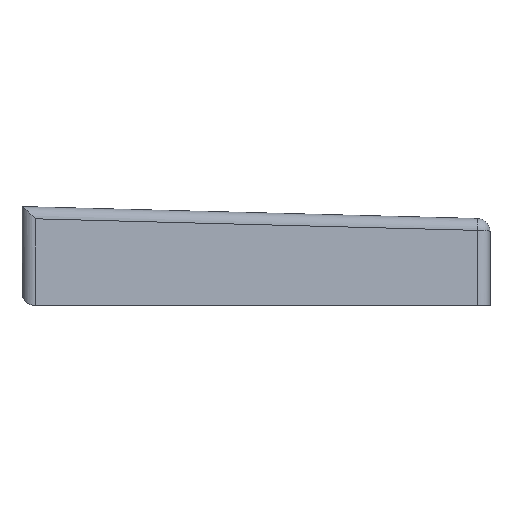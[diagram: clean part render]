
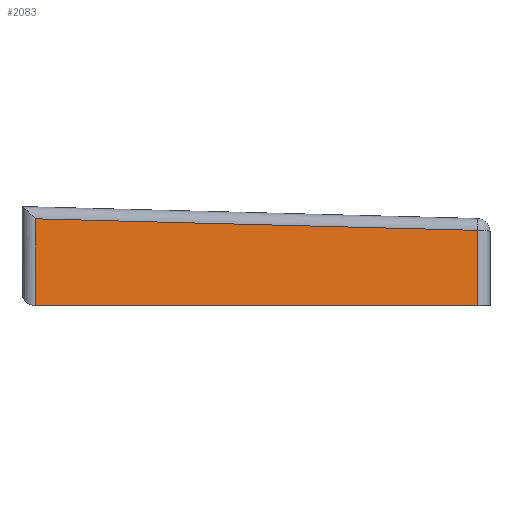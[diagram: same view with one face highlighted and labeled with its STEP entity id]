
A CAD part, left-side view. The second image highlights one B-rep face of the part: STEP entity #2083.
In plain terms, the highlighted planar face has unit normal (-0.996, -0.026, 0.087).
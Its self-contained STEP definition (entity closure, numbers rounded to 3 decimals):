
#69 = VERTEX_POINT ( 'NONE', #477 ) ;
#185 = VERTEX_POINT ( 'NONE', #390 ) ;
#213 = VERTEX_POINT ( 'NONE', #362 ) ;
#215 = VERTEX_POINT ( 'NONE', #354 ) ;
#354 = CARTESIAN_POINT ( 'NONE',  ( -6.933, 31.974, 4.161 ) ) ;
#362 = CARTESIAN_POINT ( 'NONE',  ( -6.12, -2.026, 3.27 ) ) ;
#390 = CARTESIAN_POINT ( 'NONE',  ( -6.626, -2.026, -2.5 ) ) ;
#477 = CARTESIAN_POINT ( 'NONE',  ( -7.516, 31.974, -2.5 ) ) ;
#1172 = DIRECTION ( 'NONE',  ( -0.024, 0.999, 0.026 ) ) ;
#1174 = CARTESIAN_POINT ( 'NONE',  ( -6.094, -3.138, 3.241 ) ) ;
#1180 = CARTESIAN_POINT ( 'NONE',  ( -6.625, -2.026, -2.498 ) ) ;
#1181 = DIRECTION ( 'NONE',  ( 0.087, 0., 0.996 ) ) ;
#1182 = DIRECTION ( 'NONE',  ( -0.087, 0., -0.996 ) ) ;
#1222 = CARTESIAN_POINT ( 'NONE',  ( -7.516, 31.974, -2.502 ) ) ;
#1352 = DIRECTION ( 'NONE',  ( 0.026, -1., 0. ) ) ;
#1353 = CARTESIAN_POINT ( 'NONE',  ( -6.6, -3., -2.5 ) ) ;
#1524 = CARTESIAN_POINT ( 'NONE',  ( -6.6, -3., -2.5 ) ) ;
#1539 = DIRECTION ( 'NONE',  ( -0.996, -0.026, 0.087 ) ) ;
#1544 = PLANE ( 'NONE',  #3932 ) ;
#1545 = DIRECTION ( 'NONE',  ( 0.087, 0., 0.996 ) ) ;
#2083 = ADVANCED_FACE ( 'NONE', ( #3136 ), #1544, .T. ) ;
#2265 = ORIENTED_EDGE ( 'NONE', *, *, #4199, .T. ) ;
#2336 = ORIENTED_EDGE ( 'NONE', *, *, #4198, .T. ) ;
#2345 = EDGE_LOOP ( 'NONE', ( #2618, #2265, #2661, #2336 ) ) ;
#2618 = ORIENTED_EDGE ( 'NONE', *, *, #4246, .T. ) ;
#2661 = ORIENTED_EDGE ( 'NONE', *, *, #4183, .T. ) ;
#3136 = FACE_OUTER_BOUND ( 'NONE', #2345, .T. ) ;
#3151 = LINE ( 'NONE', #1174, #3463 ) ;
#3463 = VECTOR ( 'NONE', #1172, 1000. ) ;
#3526 = VECTOR ( 'NONE', #1181, 1000. ) ;
#3527 = LINE ( 'NONE', #1180, #3526 ) ;
#3528 = VECTOR ( 'NONE', #1182, 1000. ) ;
#3531 = LINE ( 'NONE', #1222, #3528 ) ;
#3559 = VECTOR ( 'NONE', #1352, 1000. ) ;
#3560 = LINE ( 'NONE', #1353, #3559 ) ;
#3932 = AXIS2_PLACEMENT_3D ( 'NONE', #1524, #1539, #1545 ) ;
#4183 = EDGE_CURVE ( 'NONE', #213, #215, #3151, .T. ) ;
#4198 = EDGE_CURVE ( 'NONE', #215, #69, #3531, .T. ) ;
#4199 = EDGE_CURVE ( 'NONE', #185, #213, #3527, .T. ) ;
#4246 = EDGE_CURVE ( 'NONE', #69, #185, #3560, .T. ) ;
